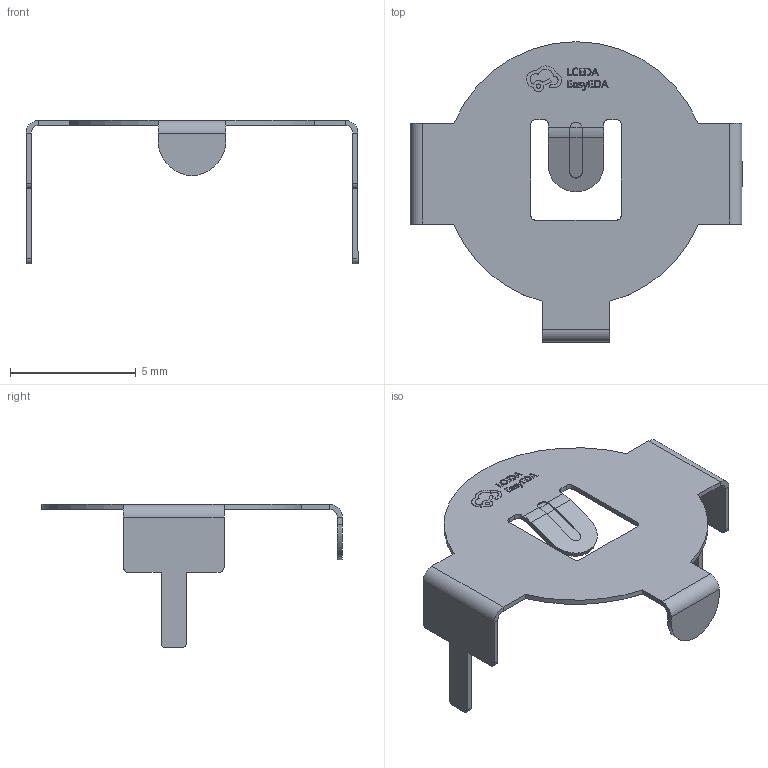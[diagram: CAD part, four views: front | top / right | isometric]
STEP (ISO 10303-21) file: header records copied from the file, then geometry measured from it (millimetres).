
FILE_DESCRIPTION (( 'STEP AP214' ), '1' );
FILE_NAME ('BAT-TH_MY-1220-01.step', '2022-06-16T11:08:18', ( '' ), ( '' ), 'SwSTEP 2.0', 'SolidWorks 2020', '' );
FILE_SCHEMA (( 'AUTOMOTIVE_DESIGN' ));
Length unit declared in the file: millimetre
Products named in the file (1): BAT-TH_MY-1220-01
Bounding box: 13.2 x 11.95 x 5.71 mm (x, y, z)
Volume: 24.5 mm3; surface area: 263.7 mm2
Topology: 1 solids, 1 shells, 326 faces, 867 edges, 562 vertices
Faces by surface type: plane 187, bspline 106, cylinder 33
Entity records: 14475 total; most frequent: CARTESIAN_POINT 3500, ORIENTED_EDGE 1734, DIRECTION 1127, EDGE_CURVE 867, LINE 569, VECTOR 569, VERTEX_POINT 562, EDGE_LOOP 347
